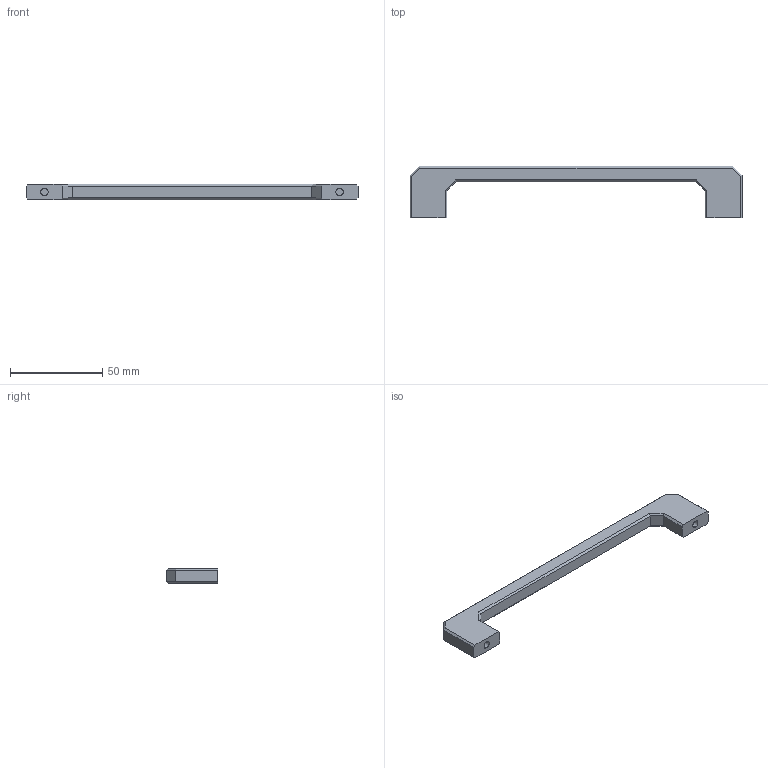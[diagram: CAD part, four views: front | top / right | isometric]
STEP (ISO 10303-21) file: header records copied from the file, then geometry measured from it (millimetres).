
FILE_DESCRIPTION (( 'STEP AP214' ), '1' );
FILE_NAME ('HDL29_V10522_CAMPANA HANDLE.STEP', '2022-05-18T10:59:16', ( '' ), ( '' ), 'SwSTEP 2.0', 'SolidWorks 2019', '' );
FILE_SCHEMA (( 'AUTOMOTIVE_DESIGN' ));
Length unit declared in the file: millimetre
Products named in the file (1): HDL29_V10522_CAMPANA HANDLE
Bounding box: 180 x 28 x 8.5 mm (x, y, z)
Volume: 19030.7 mm3; surface area: 8112.5 mm2
Topology: 1 solids, 1 shells, 40 faces, 92 edges, 56 vertices
Faces by surface type: plane 36, cylinder 4
Entity records: 1130 total; most frequent: CARTESIAN_POINT 189, ORIENTED_EDGE 184, DIRECTION 182, EDGE_CURVE 92, VECTOR 84, LINE 84, VERTEX_POINT 56, AXIS2_PLACEMENT_3D 49
